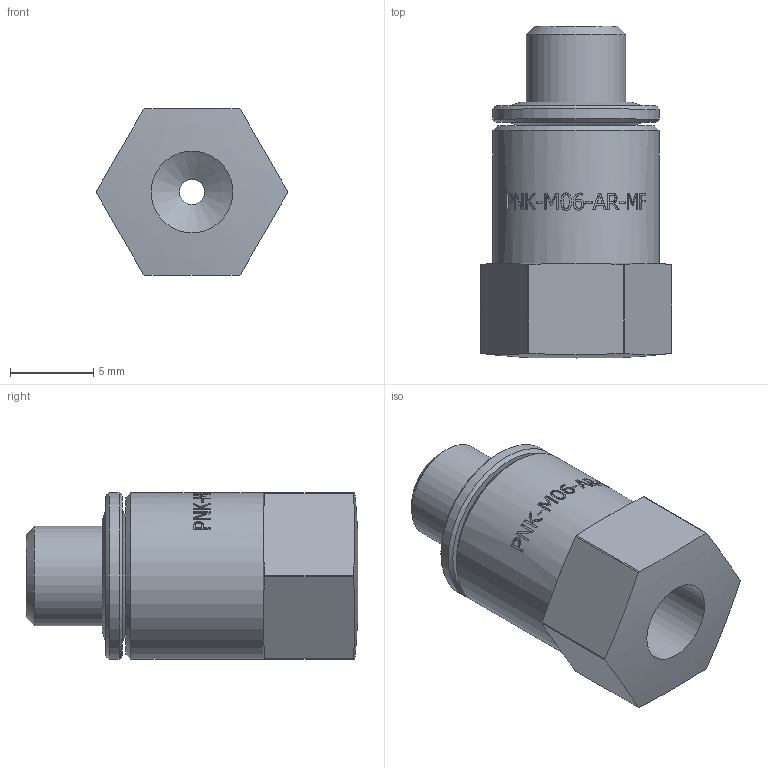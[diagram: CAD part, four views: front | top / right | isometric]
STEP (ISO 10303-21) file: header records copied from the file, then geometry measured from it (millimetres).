
FILE_DESCRIPTION(/* description */ (''),/* implementation_level */ '2;1');
FILE_NAME(/* name */ 'PNK-M06-AR-MF.stp',/* time_stamp */ '2025-02-11T10:29:54-03:00',/* author */ ('Jefferson'),/* organization */ (''),/* preprocessor_version */ 'ST-DEVELOPER v19',/* originating_system */ 'Autodesk Inventor 2023',/* authorisation */ '');
FILE_SCHEMA (('AUTOMOTIVE_DESIGN { 1 0 10303 214 3 1 1 }'));
Length unit declared in the file: millimetre
Products named in the file (3): PNK-M06-AR-MF; PNK-M06-AR-MF_1; PNK-M06-AV
Assembly tree (2 placements, depth 2):
  PNK-M06-AR-MF
    PNK-M06-AR-MF_1
    PNK-M06-AV
Bounding box: 11.5 x 19.94 x 10 mm (x, y, z)
Volume: 1187.3 mm3; surface area: 1071.4 mm2
Topology: 2 solids, 2 shells, 210 faces, 542 edges, 357 vertices
Faces by surface type: plane 92, bspline 77, cylinder 34, cone 7
Full cylindrical faces by diameter (mm): 1.5 x1, 4.917 x2, 5.6 x1, 6 x2, 6.7 x2, 10 x2
Entity records: 8145 total; most frequent: CARTESIAN_POINT 3281, ORIENTED_EDGE 1084, DIRECTION 805, EDGE_CURVE 542, VERTEX_POINT 357, AXIS2_PLACEMENT_3D 281, LINE 243, VECTOR 243
